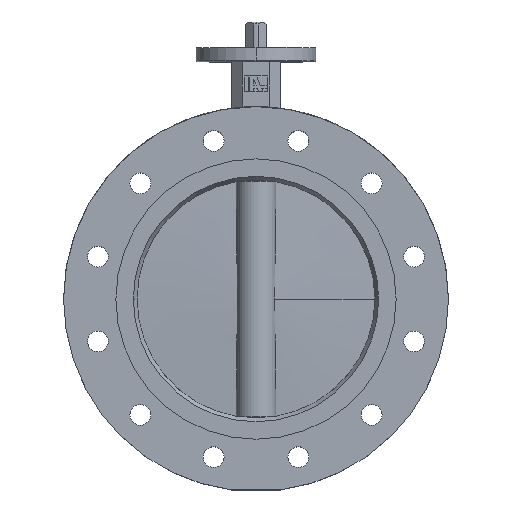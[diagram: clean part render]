
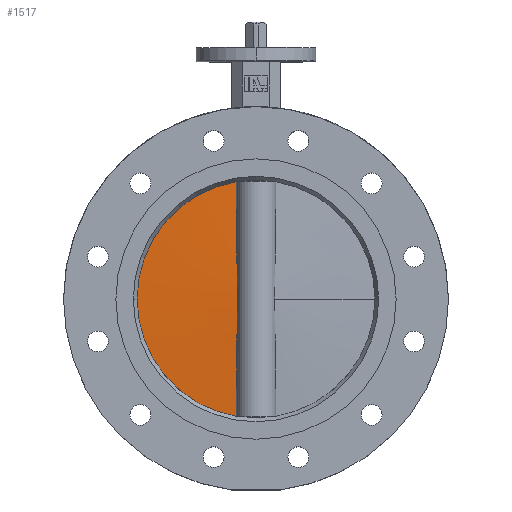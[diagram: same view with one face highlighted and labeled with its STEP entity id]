
A CAD part, top view. The second image highlights one B-rep face of the part: STEP entity #1517.
In plain terms, the highlighted conical face has half-angle 87.331 degrees and reference radius 150.17 mm.
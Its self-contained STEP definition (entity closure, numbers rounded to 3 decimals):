
#341 = CIRCLE ( 'NONE', #4570, 149.233 ) ;
#952 = B_SPLINE_CURVE_WITH_KNOTS ( 'NONE', 3,
 ( #1133, #1134, #1138, #1139, #1140, #1141, #1142, #1143, #1144, #1145, #1146, #1147, #1148, #1149, #1150, #1151, #1152, #1153, #1154, #1155, #1156, #1157, #1158, #1159, #1160, #1161 ),
 .UNSPECIFIED., .F., .F.,
 ( 4, 2, 2, 2, 2, 2, 2, 2, 2, 2, 2, 2, 4 ),
 ( -0.132, -0.096, -0.059, -0.04, -0.022, -0.004, 0.015, 0.033, 0.052, 0.07, 0.088, 0.125, 0.162 ),
 .UNSPECIFIED. ) ;
#1133 = CARTESIAN_POINT ( 'NONE',  ( -3.044, -147.155, 24.814 ) ) ;
#1134 = CARTESIAN_POINT ( 'NONE',  ( -3.608, -134.894, 24.745 ) ) ;
#1138 = CARTESIAN_POINT ( 'NONE',  ( -4.17, -122.633, 24.656 ) ) ;
#1139 = CARTESIAN_POINT ( 'NONE',  ( -5.288, -98.111, 24.441 ) ) ;
#1140 = CARTESIAN_POINT ( 'NONE',  ( -5.844, -85.851, 24.314 ) ) ;
#1141 = CARTESIAN_POINT ( 'NONE',  ( -6.662, -67.459, 24.098 ) ) ;
#1142 = CARTESIAN_POINT ( 'NONE',  ( -6.932, -61.329, 24.021 ) ) ;
#1143 = CARTESIAN_POINT ( 'NONE',  ( -7.459, -49.067, 23.863 ) ) ;
#1144 = CARTESIAN_POINT ( 'NONE',  ( -7.717, -42.936, 23.78 ) ) ;
#1145 = CARTESIAN_POINT ( 'NONE',  ( -8.202, -30.673, 23.618 ) ) ;
#1146 = CARTESIAN_POINT ( 'NONE',  ( -8.431, -24.54, 23.536 ) ) ;
#1147 = CARTESIAN_POINT ( 'NONE',  ( -8.789, -12.271, 23.405 ) ) ;
#1148 = CARTESIAN_POINT ( 'NONE',  ( -8.911, -6.135, 23.358 ) ) ;
#1149 = CARTESIAN_POINT ( 'NONE',  ( -8.911, 6.137, 23.358 ) ) ;
#1150 = CARTESIAN_POINT ( 'NONE',  ( -8.788, 12.274, 23.405 ) ) ;
#1151 = CARTESIAN_POINT ( 'NONE',  ( -8.431, 24.543, 23.536 ) ) ;
#1152 = CARTESIAN_POINT ( 'NONE',  ( -8.202, 30.675, 23.618 ) ) ;
#1153 = CARTESIAN_POINT ( 'NONE',  ( -7.717, 42.938, 23.781 ) ) ;
#1154 = CARTESIAN_POINT ( 'NONE',  ( -7.459, 49.069, 23.863 ) ) ;
#1155 = CARTESIAN_POINT ( 'NONE',  ( -6.932, 61.33, 24.021 ) ) ;
#1156 = CARTESIAN_POINT ( 'NONE',  ( -6.662, 67.461, 24.098 ) ) ;
#1157 = CARTESIAN_POINT ( 'NONE',  ( -5.844, 85.852, 24.314 ) ) ;
#1158 = CARTESIAN_POINT ( 'NONE',  ( -5.288, 98.112, 24.441 ) ) ;
#1159 = CARTESIAN_POINT ( 'NONE',  ( -4.17, 122.634, 24.656 ) ) ;
#1160 = CARTESIAN_POINT ( 'NONE',  ( -3.608, 134.894, 24.745 ) ) ;
#1161 = CARTESIAN_POINT ( 'NONE',  ( -3.044, 147.155, 24.814 ) ) ;
#1164 = CARTESIAN_POINT ( 'NONE',  ( -3.044, 0., 0. ) ) ;
#1165 = DIRECTION ( 'NONE',  ( -1., 0., 0. ) ) ;
#1166 = DIRECTION ( 'NONE',  ( 0., 0., 1. ) ) ;
#1517 = ADVANCED_FACE ( 'NONE', ( #5990 ), #5994, .T. ) ;
#1764 = EDGE_CURVE ( 'NONE', #3849, #3867, #6340, .T. ) ;
#2044 = AXIS2_PLACEMENT_3D ( 'NONE', #5119, #5117, #5118 ) ;
#2177 = ORIENTED_EDGE ( 'NONE', *, *, #2282, .F. ) ;
#2182 = ORIENTED_EDGE ( 'NONE', *, *, #2283, .T. ) ;
#2190 = ORIENTED_EDGE ( 'NONE', *, *, #1764, .T. ) ;
#2282 = EDGE_CURVE ( 'NONE', #3849, #3889, #952, .T. ) ;
#2283 = EDGE_CURVE ( 'NONE', #3867, #3889, #341, .T. ) ;
#3151 = CARTESIAN_POINT ( 'NONE',  ( -3.044, -147.155, 24.814 ) ) ;
#3169 = CARTESIAN_POINT ( 'NONE',  ( -3.044, 0., 149.233 ) ) ;
#3191 = CARTESIAN_POINT ( 'NONE',  ( -3.044, 147.155, 24.814 ) ) ;
#3849 = VERTEX_POINT ( 'NONE', #3151 ) ;
#3867 = VERTEX_POINT ( 'NONE', #3169 ) ;
#3889 = VERTEX_POINT ( 'NONE', #3191 ) ;
#3915 = EDGE_LOOP ( 'NONE', ( #2177, #2190, #2182 ) ) ;
#4425 = AXIS2_PLACEMENT_3D ( 'NONE', #5541, #5542, #5543 ) ;
#4570 = AXIS2_PLACEMENT_3D ( 'NONE', #1164, #1165, #1166 ) ;
#5117 = DIRECTION ( 'NONE',  ( 1., 0., 0. ) ) ;
#5118 = DIRECTION ( 'NONE',  ( 0., 0., -1. ) ) ;
#5119 = CARTESIAN_POINT ( 'NONE',  ( -3., 0., 0. ) ) ;
#5541 = CARTESIAN_POINT ( 'NONE',  ( -3.044, 0., 0. ) ) ;
#5542 = DIRECTION ( 'NONE',  ( -1., 0., 0. ) ) ;
#5543 = DIRECTION ( 'NONE',  ( 0., 0., 1. ) ) ;
#5990 = FACE_OUTER_BOUND ( 'NONE', #3915, .T. ) ;
#5994 = CONICAL_SURFACE ( 'NONE', #2044, 150.17, 1.524 ) ;
#6340 = CIRCLE ( 'NONE', #4425, 149.233 ) ;
